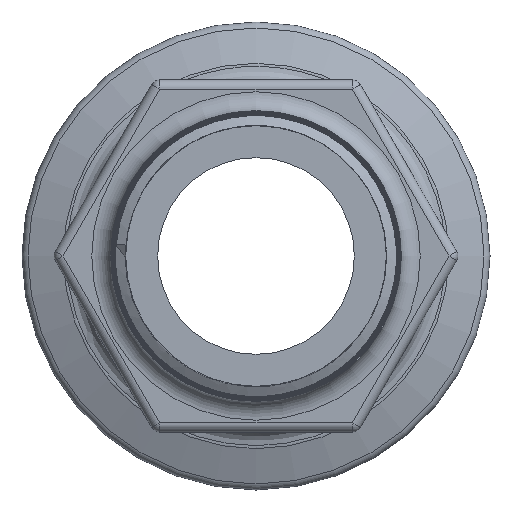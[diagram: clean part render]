
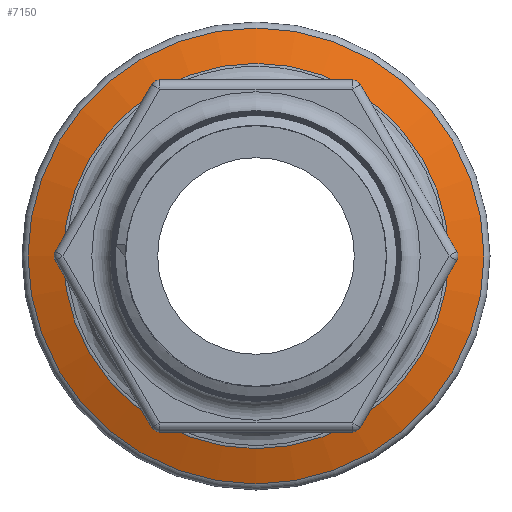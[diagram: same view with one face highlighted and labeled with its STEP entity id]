
A CAD part, left-side view. The second image highlights one B-rep face of the part: STEP entity #7150.
In plain terms, the highlighted conical face has half-angle 70 degrees and reference radius 35.42 mm.
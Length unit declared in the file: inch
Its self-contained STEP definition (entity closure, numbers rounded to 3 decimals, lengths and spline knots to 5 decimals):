
#7119=CARTESIAN_POINT('',(-0.32066,1.26394,0.));
#7120=VERTEX_POINT('',#7119);
#7121=CARTESIAN_POINT('',(-0.32066,0.0,0.));
#7122=DIRECTION('',(-1.0,0.0,0.0));
#7123=DIRECTION('',(0.0,-1.0,0.0));
#7124=AXIS2_PLACEMENT_3D('',#7121,#7122,#7123);
#7125=CIRCLE('',#7124,1.26394);
#7126=EDGE_CURVE('',#7120,#7120,#7125,.T.);
#7131=CARTESIAN_POINT('',(-0.27314,0.0,0.0));
#7132=DIRECTION('',(1.0,0.0,0.0));
#7133=DIRECTION('',(0.0,1.0,0.0));
#7134=AXIS2_PLACEMENT_3D('',#7131,#7132,#7133);
#7135=CONICAL_SURFACE('',#7134,1.3945,70.);
#7136=CARTESIAN_POINT('',(-0.23637,1.49552,0.0));
#7137=VERTEX_POINT('',#7136);
#7138=CARTESIAN_POINT('',(-0.23637,0.0,0.));
#7139=DIRECTION('',(1.0,0.0,0.0));
#7140=DIRECTION('',(0.0,-1.0,0.0));
#7141=AXIS2_PLACEMENT_3D('',#7138,#7139,#7140);
#7142=CIRCLE('',#7141,1.49552);
#7143=EDGE_CURVE('',#7137,#7137,#7142,.T.);
#7144=ORIENTED_EDGE('',*,*,#7143,.F.);
#7145=EDGE_LOOP('',(#7144));
#7146=FACE_OUTER_BOUND('',#7145,.T.);
#7147=ORIENTED_EDGE('',*,*,#7126,.F.);
#7148=EDGE_LOOP('',(#7147));
#7149=FACE_BOUND('',#7148,.T.);
#7150=ADVANCED_FACE('',(#7146,#7149),#7135,.T.);
